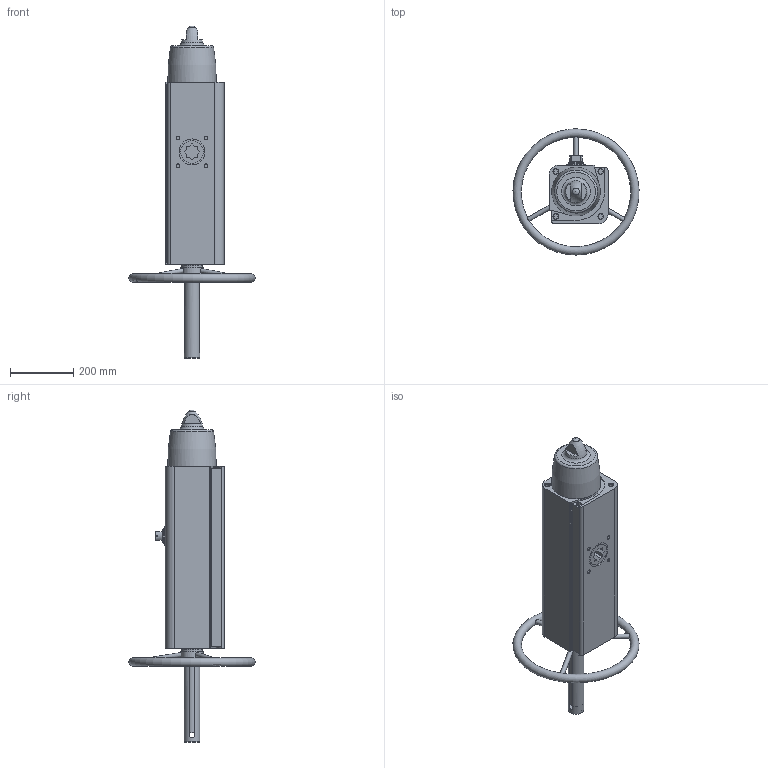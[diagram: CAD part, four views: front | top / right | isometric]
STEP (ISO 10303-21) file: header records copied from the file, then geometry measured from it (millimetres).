
FILE_DESCRIPTION(/* description */ ('STEP AP214'),/* implementation_level */ '2;1');
FILE_NAME(/* name */ '8005060_DAPS-0720-090-RS2-F12-MW',/* time_stamp */ '2024-08-13T17:31:23+02:00',/* author */ ('License CC BY-ND 4.0'),/* organization */ ('CADENAS'),/* preprocessor_version */ 'ST-DEVELOPER v19.3',/* originating_system */ 'PARTsolutions',/* authorisation */ ' ');
FILE_SCHEMA (('AUTOMOTIVE_DESIGN {1 0 10303 214 3 1 1}'));
Length unit declared in the file: millimetre
Products named in the file (3): 8005060 DAPS-0720-090-RS2-F12-MW---0; 8005060 DAPS-0720-090-RS2-F12-MW---(1); 8005060 DAPS-0720-090-RS2-F12-MW---(2)
Assembly tree (2 placements, depth 2):
  8005060 DAPS-0720-090-RS2-F12-MW---0
    8005060 DAPS-0720-090-RS2-F12-MW---(1)
    8005060 DAPS-0720-090-RS2-F12-MW---(2)
Bounding box: 399.76 x 399.97 x 1052.4 mm (x, y, z)
Volume: 22736138.5 mm3; surface area: 812140.8 mm2
Topology: 2 solids, 2 shells, 268 faces, 649 edges, 423 vertices
Faces by surface type: plane 177, cylinder 57, cone 19, torus 15
Full cylindrical faces by diameter (mm): 4.134 x8, 4.917 x1, 10.106 x4, 11.445 x2, 14 x3, 18 x8, 45 x2, 49.5 x1, 50 x1, 58 x2, 66 x1, 70 x1, 72 x2, 82 x1
Entity records: 7481 total; most frequent: CARTESIAN_POINT 1426, DIRECTION 1242, ORIENTED_EDGE 1110, EDGE_CURVE 555, AXIS2_PLACEMENT_3D 436, VERTEX_POINT 402, FACE_BOUND 387, EDGE_LOOP 385
